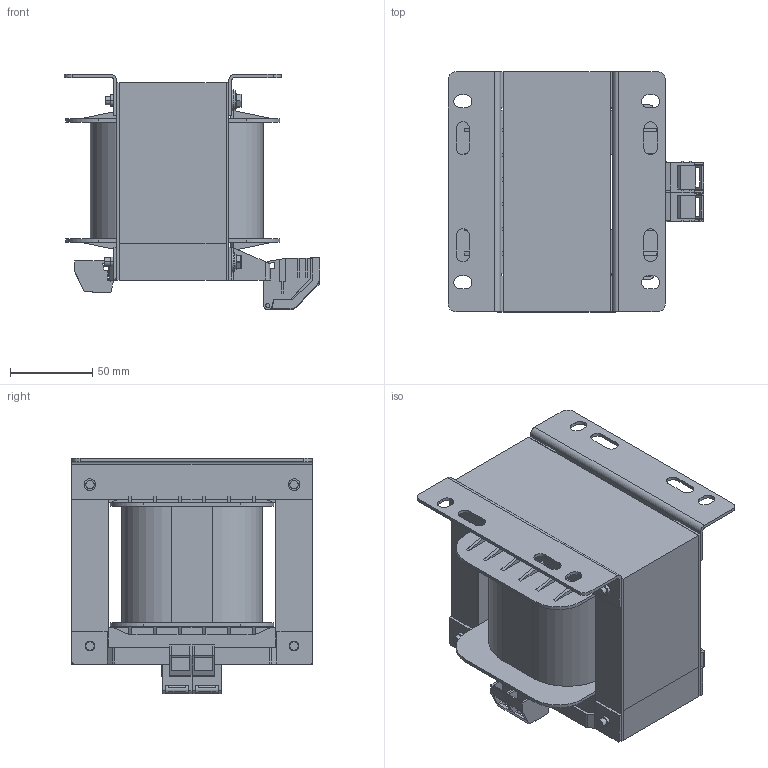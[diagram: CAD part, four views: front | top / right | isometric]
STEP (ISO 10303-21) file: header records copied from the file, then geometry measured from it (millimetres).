
FILE_DESCRIPTION((''),'2;1');
FILE_NAME('ASM0002_ASM','2018-10-31T',('jghua'),(''),'CREO PARAMETRIC BY PTC INC, 2014440','CREO PARAMETRIC BY PTC INC, 2014440','');
FILE_SCHEMA(('CONFIG_CONTROL_DESIGN'));
Length unit declared in the file: millimetre
Products named in the file (16): 线圈; 沺陑1; 沺陑2; 囀標啣; 狟標啣湮謂; 狟標啣苤謂; JYZ; 500JXDZB; PINGDIAN300; 粟菜; 蹟邡; 20A諉盄傷赽; 接线端子板50A接线端子; 1500JXDZ; 1500JXDZG; ASM0002_ASM
Assembly tree (33 placements, depth 2):
  ASM0002_ASM
    线圈
    沺陑1
    沺陑2
    囀標啣  x4
    狟標啣湮謂
    狟標啣苤謂
    JYZ  x4
    500JXDZB
    PINGDIAN300  x4
    粟菜  x4
    蹟邡  x4
    20A諉盄傷赽  x2
    接线端子板50A接线端子
    1500JXDZ  x2
    1500JXDZG  x2
Bounding box: 155.45 x 146 x 142.99 mm (x, y, z)
Volume: 1340442.4 mm3; surface area: 280623.8 mm2
Topology: 33 solids, 33 shells, 1131 faces, 2913 edges, 1862 vertices
Faces by surface type: plane 723, cylinder 352, torus 32, bspline 24
Entity records: 21086 total; most frequent: CARTESIAN_POINT 4146, ORIENTED_EDGE 3452, DIRECTION 3416, EDGE_CURVE 1726, VECTOR 1332, LINE 1332, VERTEX_POINT 1104, AXIS2_PLACEMENT_3D 1042
